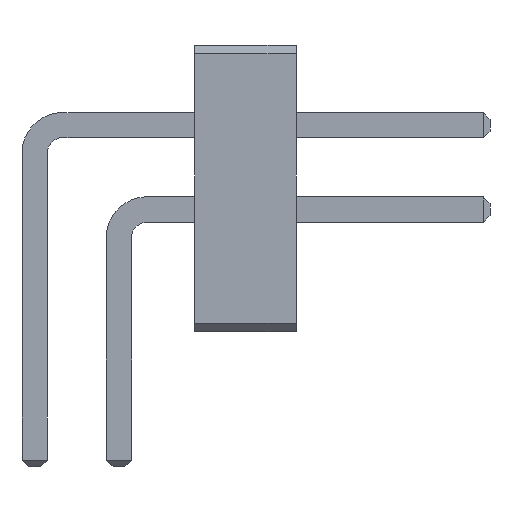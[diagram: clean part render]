
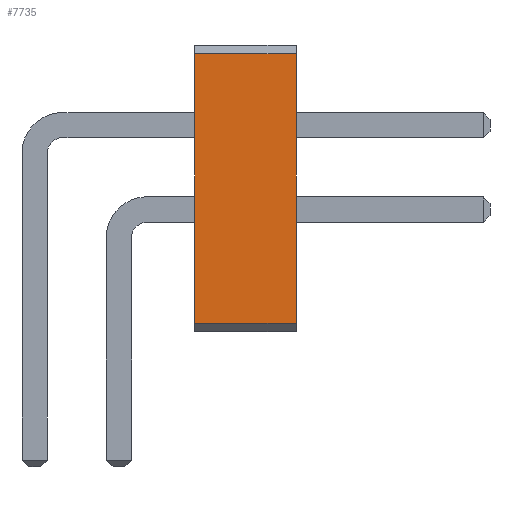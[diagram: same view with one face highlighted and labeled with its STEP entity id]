
A CAD part, front view. The second image highlights one B-rep face of the part: STEP entity #7735.
In plain terms, the highlighted planar face has unit normal (0, -1, 0).
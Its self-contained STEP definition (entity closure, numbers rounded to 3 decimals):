
#623 = VERTEX_POINT('',#624);
#624 = CARTESIAN_POINT('',(3.1,-22.5,2.7));
#630 = EDGE_CURVE('',#631,#623,#633,.T.);
#631 = VERTEX_POINT('',#632);
#632 = CARTESIAN_POINT('',(3.1,-22.5,-0.5));
#633 = LINE('',#634,#635);
#634 = CARTESIAN_POINT('',(3.1,-22.5,-0.6));
#635 = VECTOR('',#636,1.);
#636 = DIRECTION('',(0.,0.,1.));
#3331 = VERTEX_POINT('',#3332);
#3332 = CARTESIAN_POINT('',(1.9,-22.5,-0.5));
#3338 = EDGE_CURVE('',#3331,#3339,#3341,.T.);
#3339 = VERTEX_POINT('',#3340);
#3340 = CARTESIAN_POINT('',(1.9,-22.5,2.7));
#3341 = LINE('',#3342,#3343);
#3342 = CARTESIAN_POINT('',(1.9,-22.5,-0.6));
#3343 = VECTOR('',#3344,1.);
#3344 = DIRECTION('',(0.,0.,1.));
#7725 = EDGE_CURVE('',#631,#3331,#7726,.T.);
#7726 = LINE('',#7727,#7728);
#7727 = CARTESIAN_POINT('',(3.1,-22.5,-0.5));
#7728 = VECTOR('',#7729,1.);
#7729 = DIRECTION('',(-1.,0.,0.));
#7735 = ADVANCED_FACE('',(#7736),#7747,.F.);
#7736 = FACE_BOUND('',#7737,.F.);
#7737 = EDGE_LOOP('',(#7738,#7739,#7740,#7741));
#7738 = ORIENTED_EDGE('',*,*,#630,.F.);
#7739 = ORIENTED_EDGE('',*,*,#7725,.T.);
#7740 = ORIENTED_EDGE('',*,*,#3338,.T.);
#7741 = ORIENTED_EDGE('',*,*,#7742,.F.);
#7742 = EDGE_CURVE('',#623,#3339,#7743,.T.);
#7743 = LINE('',#7744,#7745);
#7744 = CARTESIAN_POINT('',(3.1,-22.5,2.7));
#7745 = VECTOR('',#7746,1.);
#7746 = DIRECTION('',(-1.,0.,0.));
#7747 = PLANE('',#7748);
#7748 = AXIS2_PLACEMENT_3D('',#7749,#7750,#7751);
#7749 = CARTESIAN_POINT('',(3.1,-22.5,-0.6));
#7750 = DIRECTION('',(0.,1.,0.));
#7751 = DIRECTION('',(0.,0.,1.));
